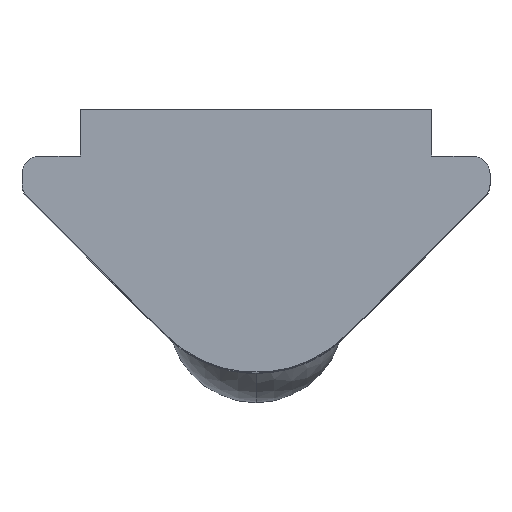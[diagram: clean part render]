
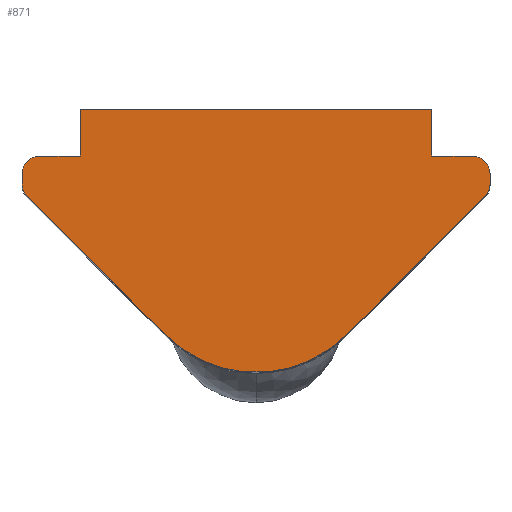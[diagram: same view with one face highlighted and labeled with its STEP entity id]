
A CAD part, top view. The second image highlights one B-rep face of the part: STEP entity #871.
In plain terms, the highlighted planar face has unit normal (0, 0, 1).
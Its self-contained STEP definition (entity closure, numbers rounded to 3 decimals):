
#3 = CARTESIAN_POINT ( 'NONE',  ( -4., -1.276, 6.5 ) ) ;
#14 = CARTESIAN_POINT ( 'NONE',  ( -1.536, -3.864, 6.5 ) ) ;
#27 = ORIENTED_EDGE ( 'NONE', *, *, #815, .T. ) ;
#50 = EDGE_CURVE ( 'NONE', #312, #719, #188, .T. ) ;
#52 = CARTESIAN_POINT ( 'NONE',  ( 3., -0.8, 6.5 ) ) ;
#58 = CARTESIAN_POINT ( 'NONE',  ( 3.7, -1.1, 6.5 ) ) ;
#60 = CARTESIAN_POINT ( 'NONE',  ( 4., -1.276, 6.5 ) ) ;
#64 = CARTESIAN_POINT ( 'NONE',  ( -3.912, -1.488, 6.5 ) ) ;
#69 = ORIENTED_EDGE ( 'NONE', *, *, #108, .T. ) ;
#70 = DIRECTION ( 'NONE',  ( 0., 1., 0. ) ) ;
#78 = CIRCLE ( 'NONE', #226, 2.173 ) ;
#79 = CARTESIAN_POINT ( 'NONE',  ( 3.7, -1.276, 6.5 ) ) ;
#83 = CARTESIAN_POINT ( 'NONE',  ( 0., -2.327, 6.5 ) ) ;
#87 = DIRECTION ( 'NONE',  ( 0., 0., 1. ) ) ;
#95 = DIRECTION ( 'NONE',  ( -1., 0., 0. ) ) ;
#104 = CARTESIAN_POINT ( 'NONE',  ( 3.912, -1.488, 6.5 ) ) ;
#105 = ORIENTED_EDGE ( 'NONE', *, *, #587, .T. ) ;
#107 = VERTEX_POINT ( 'NONE', #126 ) ;
#108 = EDGE_CURVE ( 'NONE', #770, #532, #693, .T. ) ;
#118 = VECTOR ( 'NONE', #70, 1000. ) ;
#126 = CARTESIAN_POINT ( 'NONE',  ( -3.7, -0.8, 6.5 ) ) ;
#128 = EDGE_CURVE ( 'NONE', #532, #913, #579, .T. ) ;
#142 = LINE ( 'NONE', #216, #413 ) ;
#154 = CIRCLE ( 'NONE', #884, 0.3 ) ;
#155 = FACE_OUTER_BOUND ( 'NONE', #222, .T. ) ;
#188 = LINE ( 'NONE', #854, #555 ) ;
#216 = CARTESIAN_POINT ( 'NONE',  ( -4., -0.8, 6.5 ) ) ;
#218 = DIRECTION ( 'NONE',  ( 0.707, 0.707, 0. ) ) ;
#222 = EDGE_LOOP ( 'NONE', ( #105, #644, #415, #586, #69, #521, #284, #440, #404, #449, #785, #695, #27, #817 ) ) ;
#226 = AXIS2_PLACEMENT_3D ( 'NONE', #497, #424, #767 ) ;
#236 = CARTESIAN_POINT ( 'NONE',  ( 3.7, -0.8, 6.5 ) ) ;
#278 = DIRECTION ( 'NONE',  ( 0., 1., 0. ) ) ;
#284 = ORIENTED_EDGE ( 'NONE', *, *, #368, .T. ) ;
#286 = CARTESIAN_POINT ( 'NONE',  ( 4., -1.4, 6.5 ) ) ;
#289 = AXIS2_PLACEMENT_3D ( 'NONE', #83, #484, #606 ) ;
#308 = CARTESIAN_POINT ( 'NONE',  ( -3.7, -1.1, 6.5 ) ) ;
#312 = VERTEX_POINT ( 'NONE', #894 ) ;
#315 = CARTESIAN_POINT ( 'NONE',  ( 1.536, -3.864, 6.5 ) ) ;
#317 = CIRCLE ( 'NONE', #351, 0.3 ) ;
#319 = CIRCLE ( 'NONE', #483, 0.3 ) ;
#337 = CIRCLE ( 'NONE', #926, 0.3 ) ;
#351 = AXIS2_PLACEMENT_3D ( 'NONE', #58, #643, #712 ) ;
#368 = EDGE_CURVE ( 'NONE', #913, #312, #414, .T. ) ;
#371 = VERTEX_POINT ( 'NONE', #544 ) ;
#372 = CARTESIAN_POINT ( 'NONE',  ( 3., 0., 6.5 ) ) ;
#381 = CARTESIAN_POINT ( 'NONE',  ( -3., -0.8, 6.5 ) ) ;
#388 = DIRECTION ( 'NONE',  ( -1., 0., 0. ) ) ;
#395 = CARTESIAN_POINT ( 'NONE',  ( 3., 0., 6.5 ) ) ;
#404 = ORIENTED_EDGE ( 'NONE', *, *, #827, .T. ) ;
#413 = VECTOR ( 'NONE', #900, 1000. ) ;
#414 = LINE ( 'NONE', #480, #826 ) ;
#415 = ORIENTED_EDGE ( 'NONE', *, *, #675, .T. ) ;
#424 = DIRECTION ( 'NONE',  ( 0., 0., 1. ) ) ;
#436 = VERTEX_POINT ( 'NONE', #548 ) ;
#437 = EDGE_CURVE ( 'NONE', #371, #859, #142, .T. ) ;
#439 = CARTESIAN_POINT ( 'NONE',  ( 4., -1.1, 6.5 ) ) ;
#440 = ORIENTED_EDGE ( 'NONE', *, *, #50, .T. ) ;
#449 = ORIENTED_EDGE ( 'NONE', *, *, #820, .T. ) ;
#464 = CARTESIAN_POINT ( 'NONE',  ( -3.7, -1.276, 6.5 ) ) ;
#480 = CARTESIAN_POINT ( 'NONE',  ( -3., 0., 6.5 ) ) ;
#483 = AXIS2_PLACEMENT_3D ( 'NONE', #308, #593, #872 ) ;
#484 = DIRECTION ( 'NONE',  ( 0., 0., -1. ) ) ;
#497 = CARTESIAN_POINT ( 'NONE',  ( 0., -2.327, 6.5 ) ) ;
#521 = ORIENTED_EDGE ( 'NONE', *, *, #128, .T. ) ;
#531 = LINE ( 'NONE', #14, #717 ) ;
#532 = VERTEX_POINT ( 'NONE', #694 ) ;
#541 = VERTEX_POINT ( 'NONE', #60 ) ;
#544 = CARTESIAN_POINT ( 'NONE',  ( -4., -1.1, 6.5 ) ) ;
#548 = CARTESIAN_POINT ( 'NONE',  ( -1.536, -3.864, 6.5 ) ) ;
#554 = VERTEX_POINT ( 'NONE', #439 ) ;
#555 = VECTOR ( 'NONE', #707, 1000. ) ;
#558 = VECTOR ( 'NONE', #218, 1000. ) ;
#577 = CARTESIAN_POINT ( 'NONE',  ( 4., -0.8, 6.5 ) ) ;
#579 = LINE ( 'NONE', #372, #118 ) ;
#586 = ORIENTED_EDGE ( 'NONE', *, *, #665, .T. ) ;
#587 = EDGE_CURVE ( 'NONE', #740, #905, #706, .T. ) ;
#592 = EDGE_CURVE ( 'NONE', #905, #541, #154, .T. ) ;
#593 = DIRECTION ( 'NONE',  ( 0., 0., 1. ) ) ;
#594 = VERTEX_POINT ( 'NONE', #64 ) ;
#606 = DIRECTION ( 'NONE',  ( -1., 0., 0. ) ) ;
#623 = EDGE_CURVE ( 'NONE', #436, #740, #78, .T. ) ;
#624 = DIRECTION ( 'NONE',  ( -1., 0., 0. ) ) ;
#643 = DIRECTION ( 'NONE',  ( 0., 0., 1. ) ) ;
#644 = ORIENTED_EDGE ( 'NONE', *, *, #592, .T. ) ;
#665 = EDGE_CURVE ( 'NONE', #554, #770, #317, .T. ) ;
#675 = EDGE_CURVE ( 'NONE', #541, #554, #858, .T. ) ;
#693 = LINE ( 'NONE', #52, #793 ) ;
#694 = CARTESIAN_POINT ( 'NONE',  ( 3., -0.8, 6.5 ) ) ;
#695 = ORIENTED_EDGE ( 'NONE', *, *, #786, .T. ) ;
#698 = DIRECTION ( 'NONE',  ( 0., 0., 1. ) ) ;
#706 = LINE ( 'NONE', #286, #558 ) ;
#707 = DIRECTION ( 'NONE',  ( 0., -1., 0. ) ) ;
#712 = DIRECTION ( 'NONE',  ( -1., 0., 0. ) ) ;
#714 = DIRECTION ( 'NONE',  ( -1., 0., 0. ) ) ;
#717 = VECTOR ( 'NONE', #812, 1000. ) ;
#719 = VERTEX_POINT ( 'NONE', #381 ) ;
#724 = PLANE ( 'NONE',  #289 ) ;
#732 = LINE ( 'NONE', #807, #805 ) ;
#740 = VERTEX_POINT ( 'NONE', #315 ) ;
#767 = DIRECTION ( 'NONE',  ( -1., 0., 0. ) ) ;
#770 = VERTEX_POINT ( 'NONE', #236 ) ;
#775 = VECTOR ( 'NONE', #278, 1000. ) ;
#785 = ORIENTED_EDGE ( 'NONE', *, *, #437, .T. ) ;
#786 = EDGE_CURVE ( 'NONE', #859, #594, #337, .T. ) ;
#793 = VECTOR ( 'NONE', #714, 1000. ) ;
#805 = VECTOR ( 'NONE', #388, 1000. ) ;
#807 = CARTESIAN_POINT ( 'NONE',  ( -3., -0.8, 6.5 ) ) ;
#812 = DIRECTION ( 'NONE',  ( 0.707, -0.707, 0. ) ) ;
#815 = EDGE_CURVE ( 'NONE', #594, #436, #531, .T. ) ;
#817 = ORIENTED_EDGE ( 'NONE', *, *, #623, .T. ) ;
#820 = EDGE_CURVE ( 'NONE', #107, #371, #319, .T. ) ;
#826 = VECTOR ( 'NONE', #624, 1000. ) ;
#827 = EDGE_CURVE ( 'NONE', #719, #107, #732, .T. ) ;
#849 = DIRECTION ( 'NONE',  ( -1., 0., 0. ) ) ;
#854 = CARTESIAN_POINT ( 'NONE',  ( -3., 0., 6.5 ) ) ;
#858 = LINE ( 'NONE', #577, #775 ) ;
#859 = VERTEX_POINT ( 'NONE', #3 ) ;
#871 = ADVANCED_FACE ( 'NONE', ( #155 ), #724, .F. ) ;
#872 = DIRECTION ( 'NONE',  ( -1., 0., 0. ) ) ;
#884 = AXIS2_PLACEMENT_3D ( 'NONE', #79, #698, #849 ) ;
#894 = CARTESIAN_POINT ( 'NONE',  ( -3., 0., 6.5 ) ) ;
#900 = DIRECTION ( 'NONE',  ( 0., -1., 0. ) ) ;
#905 = VERTEX_POINT ( 'NONE', #104 ) ;
#913 = VERTEX_POINT ( 'NONE', #395 ) ;
#926 = AXIS2_PLACEMENT_3D ( 'NONE', #464, #87, #95 ) ;
